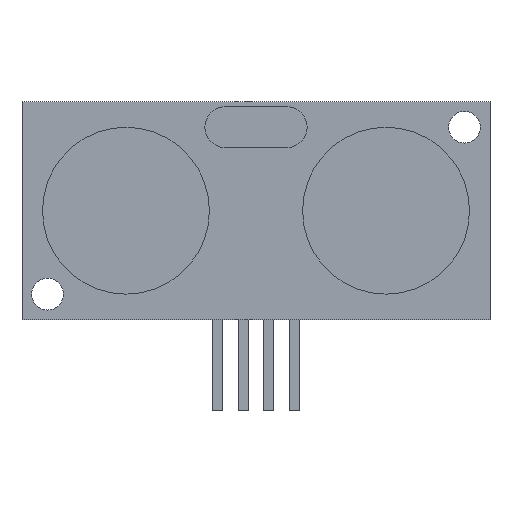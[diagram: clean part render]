
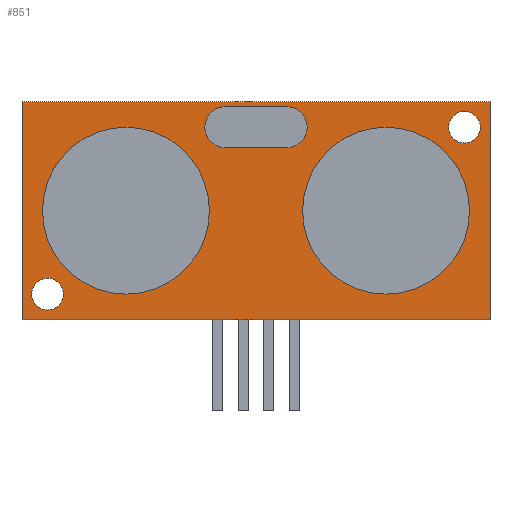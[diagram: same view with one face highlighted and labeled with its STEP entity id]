
A CAD part, front view. The second image highlights one B-rep face of the part: STEP entity #851.
In plain terms, the highlighted planar face has unit normal (0, -1, 0).
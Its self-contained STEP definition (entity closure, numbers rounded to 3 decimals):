
#17=FACE_BOUND('',#135,.T.);
#18=FACE_BOUND('',#136,.T.);
#19=FACE_BOUND('',#137,.T.);
#20=FACE_BOUND('',#138,.T.);
#21=FACE_BOUND('',#139,.T.);
#22=CIRCLE('',#897,2.);
#24=CIRCLE('',#901,2.);
#27=CIRCLE('',#906,8.15);
#29=CIRCLE('',#910,8.15);
#31=CIRCLE('',#914,1.55);
#33=CIRCLE('',#917,1.55);
#85=FACE_OUTER_BOUND('',#134,.T.);
#134=EDGE_LOOP('',(#736,#737,#738,#739));
#135=EDGE_LOOP('',(#740,#741,#742,#743));
#136=EDGE_LOOP('',(#744));
#137=EDGE_LOOP('',(#745));
#138=EDGE_LOOP('',(#746));
#139=EDGE_LOOP('',(#747));
#216=LINE('',#1299,#316);
#221=LINE('',#1313,#321);
#228=LINE('',#1350,#328);
#232=LINE('',#1358,#332);
#235=LINE('',#1364,#335);
#238=LINE('',#1369,#338);
#316=VECTOR('',#1062,10.);
#321=VECTOR('',#1075,10.);
#328=VECTOR('',#1120,10.);
#332=VECTOR('',#1126,10.);
#335=VECTOR('',#1131,10.);
#338=VECTOR('',#1136,10.);
#388=VERTEX_POINT('',#1297);
#389=VERTEX_POINT('',#1298);
#392=VERTEX_POINT('',#1306);
#394=VERTEX_POINT('',#1312);
#397=VERTEX_POINT('',#1324);
#399=VERTEX_POINT('',#1331);
#401=VERTEX_POINT('',#1338);
#403=VERTEX_POINT('',#1344);
#404=VERTEX_POINT('',#1348);
#405=VERTEX_POINT('',#1349);
#408=VERTEX_POINT('',#1357);
#410=VERTEX_POINT('',#1363);
#488=EDGE_CURVE('',#388,#389,#216,.T.);
#492=EDGE_CURVE('',#389,#392,#22,.T.);
#495=EDGE_CURVE('',#392,#394,#221,.T.);
#498=EDGE_CURVE('',#394,#388,#24,.T.);
#502=EDGE_CURVE('',#397,#397,#27,.T.);
#505=EDGE_CURVE('',#399,#399,#29,.T.);
#508=EDGE_CURVE('',#401,#401,#31,.T.);
#511=EDGE_CURVE('',#403,#403,#33,.T.);
#512=EDGE_CURVE('',#404,#405,#228,.T.);
#516=EDGE_CURVE('',#408,#404,#232,.T.);
#519=EDGE_CURVE('',#410,#408,#235,.T.);
#522=EDGE_CURVE('',#405,#410,#238,.T.);
#736=ORIENTED_EDGE('',*,*,#522,.F.);
#737=ORIENTED_EDGE('',*,*,#512,.F.);
#738=ORIENTED_EDGE('',*,*,#516,.F.);
#739=ORIENTED_EDGE('',*,*,#519,.F.);
#740=ORIENTED_EDGE('',*,*,#488,.T.);
#741=ORIENTED_EDGE('',*,*,#492,.T.);
#742=ORIENTED_EDGE('',*,*,#495,.T.);
#743=ORIENTED_EDGE('',*,*,#498,.T.);
#744=ORIENTED_EDGE('',*,*,#502,.T.);
#745=ORIENTED_EDGE('',*,*,#505,.T.);
#746=ORIENTED_EDGE('',*,*,#511,.F.);
#747=ORIENTED_EDGE('',*,*,#508,.F.);
#787=PLANE('',#923);
#851=ADVANCED_FACE('',(#85,#17,#18,#19,#20,#21),#787,.F.);
#897=AXIS2_PLACEMENT_3D('',#1307,#1068,#1069);
#901=AXIS2_PLACEMENT_3D('',#1318,#1080,#1081);
#906=AXIS2_PLACEMENT_3D('',#1326,#1091,#1092);
#910=AXIS2_PLACEMENT_3D('',#1333,#1100,#1101);
#914=AXIS2_PLACEMENT_3D('',#1340,#1109,#1110);
#917=AXIS2_PLACEMENT_3D('',#1346,#1116,#1117);
#923=AXIS2_PLACEMENT_3D('',#1372,#1140,#1141);
#1062=DIRECTION('',(-1.,0.,0.));
#1068=DIRECTION('center_axis',(0.,1.,0.));
#1069=DIRECTION('ref_axis',(0.,0.,-1.));
#1075=DIRECTION('',(1.,0.,0.));
#1080=DIRECTION('center_axis',(0.,1.,0.));
#1081=DIRECTION('ref_axis',(0.,0.,1.));
#1091=DIRECTION('center_axis',(0.,1.,0.));
#1092=DIRECTION('ref_axis',(1.,0.,0.));
#1100=DIRECTION('center_axis',(0.,1.,0.));
#1101=DIRECTION('ref_axis',(1.,0.,0.));
#1109=DIRECTION('center_axis',(0.,-1.,0.));
#1110=DIRECTION('ref_axis',(1.,0.,0.));
#1116=DIRECTION('center_axis',(0.,-1.,0.));
#1117=DIRECTION('ref_axis',(1.,0.,0.));
#1120=DIRECTION('',(1.,0.,0.));
#1126=DIRECTION('',(0.,0.,1.));
#1131=DIRECTION('',(-1.,0.,0.));
#1136=DIRECTION('',(0.,0.,-1.));
#1140=DIRECTION('center_axis',(0.,1.,0.));
#1141=DIRECTION('ref_axis',(1.,0.,0.));
#1297=CARTESIAN_POINT('',(3.,0.,6.15));
#1298=CARTESIAN_POINT('',(-3.,0.,6.15));
#1299=CARTESIAN_POINT('',(-1.5,0.,6.15));
#1306=CARTESIAN_POINT('',(-3.,0.,10.15));
#1307=CARTESIAN_POINT('Origin',(-3.,0.,8.15));
#1312=CARTESIAN_POINT('',(3.,0.,10.15));
#1313=CARTESIAN_POINT('',(1.5,0.,10.15));
#1318=CARTESIAN_POINT('Origin',(3.,0.,8.15));
#1324=CARTESIAN_POINT('',(4.55,0.,0.));
#1326=CARTESIAN_POINT('Origin',(12.7,0.,0.));
#1331=CARTESIAN_POINT('',(-20.85,0.,0.));
#1333=CARTESIAN_POINT('Origin',(-12.7,0.,0.));
#1338=CARTESIAN_POINT('',(-21.9,0.,-8.15));
#1340=CARTESIAN_POINT('Origin',(-20.35,0.,-8.15));
#1344=CARTESIAN_POINT('',(18.8,0.,8.15));
#1346=CARTESIAN_POINT('Origin',(20.35,0.,8.15));
#1348=CARTESIAN_POINT('',(-22.85,0.,10.65));
#1349=CARTESIAN_POINT('',(22.85,0.,10.65));
#1350=CARTESIAN_POINT('',(-22.85,0.,10.65));
#1357=CARTESIAN_POINT('',(-22.85,0.,-10.65));
#1358=CARTESIAN_POINT('',(-22.85,0.,-10.65));
#1363=CARTESIAN_POINT('',(22.85,0.,-10.65));
#1364=CARTESIAN_POINT('',(22.85,0.,-10.65));
#1369=CARTESIAN_POINT('',(22.85,0.,10.65));
#1372=CARTESIAN_POINT('Origin',(0.,0.,0.));
